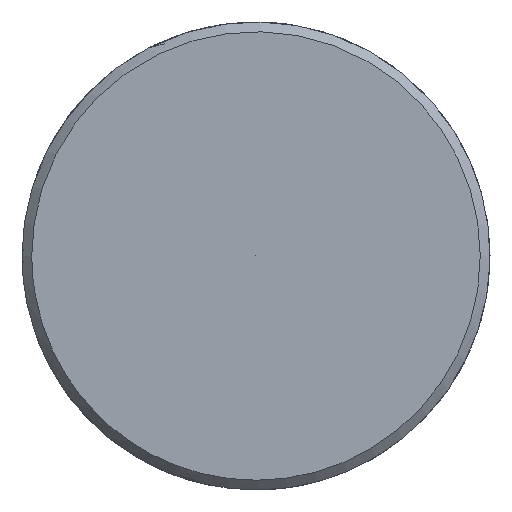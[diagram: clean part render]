
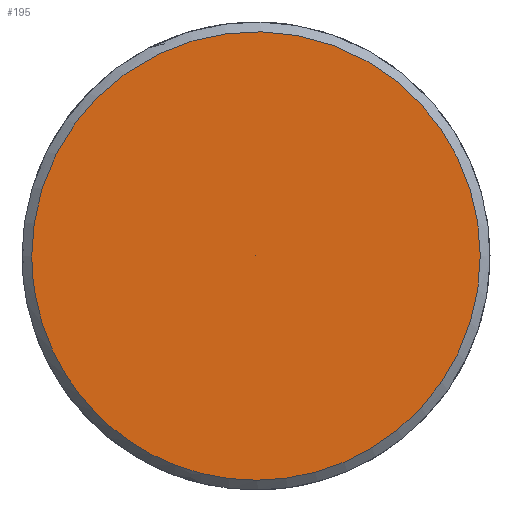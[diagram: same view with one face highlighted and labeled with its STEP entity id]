
A CAD part, left-side view. The second image highlights one B-rep face of the part: STEP entity #195.
In plain terms, the highlighted free-form (B-spline) face has degree [5, 3] with [6, 4] control points.
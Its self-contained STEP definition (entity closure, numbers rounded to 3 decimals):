
#101 = CARTESIAN_POINT ('', (-102., 5.75, 0.));
#102 = VERTEX_POINT ('', #101);
#120 = CARTESIAN_POINT ('', (-102., 5.75, 0.));
#121 = CARTESIAN_POINT ('', (-102., 5.75, 23.));
#122 = CARTESIAN_POINT ('', (-102., -17.25, 11.5));
#123 = CARTESIAN_POINT ('', (-102., -17.25, -11.5));
#124 = CARTESIAN_POINT ('', (-102., 5.75, -23.));
#125 = CARTESIAN_POINT ('', (-102., 5.75, 0.));
#126 = (
   BOUNDED_CURVE ()
   B_SPLINE_CURVE (5, (#120, #121, #122, #123, #124, #125), .UNSPECIFIED., .T., .U.)
   B_SPLINE_CURVE_WITH_KNOTS ((6, 6), (0., 1.), .UNSPECIFIED.)
   CURVE ()
   GEOMETRIC_REPRESENTATION_ITEM ()
   RATIONAL_B_SPLINE_CURVE ((5., 1., 1., 1., 1., 5.))
   REPRESENTATION_ITEM ('')
);
#127 = EDGE_CURVE ('', #102, #102, #126, .T.);
#157 = CARTESIAN_POINT ('', (-102., 0., 0.));
#158 = VERTEX_POINT ('', #157);
#159 = CARTESIAN_POINT ('', (-102., 5.75, 0.));
#160 = CARTESIAN_POINT ('', (-102., 3.833, 0.));
#161 = CARTESIAN_POINT ('', (-102., 1.917, 0.));
#162 = CARTESIAN_POINT ('', (-102., 0., 0.));
#163 = B_SPLINE_CURVE_WITH_KNOTS ('', 3, (#159, #160, #161, #162), .UNSPECIFIED., .F., .U., (4, 4), (0., 1.), .UNSPECIFIED.);
#164 = EDGE_CURVE ('', #102, #158, #163, .T.);
#165 = ORIENTED_EDGE ('', *, *, #164, .F.);
#166 = ORIENTED_EDGE ('', *, *, #127, .T.);
#167 = ORIENTED_EDGE ('', *, *, #164, .T.);
#168 = EDGE_LOOP ('', (#165, #166, #167));
#169 = FACE_OUTER_BOUND ('', #168, .T.);
#170 = CARTESIAN_POINT ('', (-102., 5.75, 0.));
#171 = CARTESIAN_POINT ('', (-102., 3.833, 0.));
#172 = CARTESIAN_POINT ('', (-102., 1.917, 0.));
#173 = CARTESIAN_POINT ('', (-102., 0., 0.));
#174 = CARTESIAN_POINT ('', (-102., 5.75, 23.));
#175 = CARTESIAN_POINT ('', (-102., 3.833, 15.333));
#176 = CARTESIAN_POINT ('', (-102., 1.917, 7.667));
#177 = CARTESIAN_POINT ('', (-102., 0., 0.));
#178 = CARTESIAN_POINT ('', (-102., -17.25, 11.5));
#179 = CARTESIAN_POINT ('', (-102., -11.5, 7.667));
#180 = CARTESIAN_POINT ('', (-102., -5.75, 3.833));
#181 = CARTESIAN_POINT ('', (-102., 0., 0.));
#182 = CARTESIAN_POINT ('', (-102., -17.25, -11.5));
#183 = CARTESIAN_POINT ('', (-102., -11.5, -7.667));
#184 = CARTESIAN_POINT ('', (-102., -5.75, -3.833));
#185 = CARTESIAN_POINT ('', (-102., 0., 0.));
#186 = CARTESIAN_POINT ('', (-102., 5.75, -23.));
#187 = CARTESIAN_POINT ('', (-102., 3.833, -15.333));
#188 = CARTESIAN_POINT ('', (-102., 1.917, -7.667));
#189 = CARTESIAN_POINT ('', (-102., 0., 0.));
#190 = CARTESIAN_POINT ('', (-102., 5.75, 0.));
#191 = CARTESIAN_POINT ('', (-102., 3.833, 0.));
#192 = CARTESIAN_POINT ('', (-102., 1.917, 0.));
#193 = CARTESIAN_POINT ('', (-102., 0., 0.));
#194 = (
   BOUNDED_SURFACE ()
   B_SPLINE_SURFACE (5, 3, ((#170, #171, #172, #173), (#174, #175, #176, #177), (#178, #179, #180, #181), (#182, #183, #184, #185), (#186, #187, #188, #189), (#190, #191, #192, #193)), .UNSPECIFIED., .T., .F., .U.)
   B_SPLINE_SURFACE_WITH_KNOTS ((6, 6), (4, 4), (0., 1.), (0., 1.), .UNSPECIFIED.)
   SURFACE ()
   GEOMETRIC_REPRESENTATION_ITEM ()
   RATIONAL_B_SPLINE_SURFACE (((5., 5., 5., 5.), (1., 1., 1., 1.), (1., 1., 1., 1.), (1., 1., 1., 1.), (1., 1., 1., 1.), (5., 5., 5., 5.)))
   REPRESENTATION_ITEM ('')
);
#195 = ADVANCED_FACE ('', (#169), #194, .T.);
